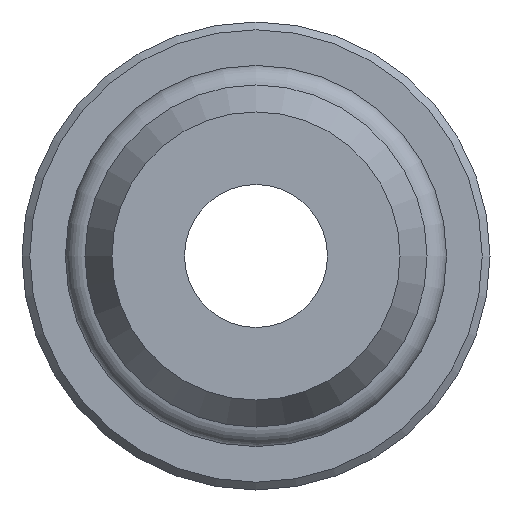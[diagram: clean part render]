
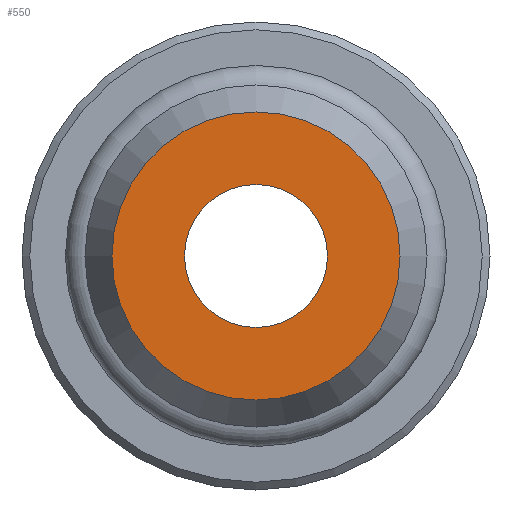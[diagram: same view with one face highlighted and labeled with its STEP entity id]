
A CAD part, left-side view. The second image highlights one B-rep face of the part: STEP entity #550.
In plain terms, the highlighted planar face has unit normal (-1, 0, 0).
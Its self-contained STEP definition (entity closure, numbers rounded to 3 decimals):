
#115=CIRCLE('',#919,5.539);
#116=CIRCLE('',#921,2.75);
#164=VERTEX_POINT('',#777);
#165=VERTEX_POINT('',#780);
#248=EDGE_CURVE('',#164,#164,#115,.F.);
#249=EDGE_CURVE('',#165,#165,#116,.T.);
#313=ORIENTED_EDGE('',*,*,#248,.F.);
#314=ORIENTED_EDGE('',*,*,#249,.T.);
#430=EDGE_LOOP('',(#313));
#431=EDGE_LOOP('',(#314));
#493=FACE_BOUND('',#430,.T.);
#494=FACE_BOUND('',#431,.T.);
#550=ADVANCED_FACE('',(#493,#494),#582,.F.);
#582=PLANE('',#920);
#619=DIRECTION('',(-1.,0.,0.));
#620=DIRECTION('',(0.,0.,-5.539));
#621=DIRECTION('',(1.,0.,0.));
#622=DIRECTION('',(1.,0.,0.));
#623=DIRECTION('',(0.,0.,-2.75));
#776=CARTESIAN_POINT('',(-8.,0.,0.));
#777=CARTESIAN_POINT('',(-8.,0.,-5.539));
#778=CARTESIAN_POINT('',(-8.,0.,0.));
#779=CARTESIAN_POINT('',(-8.,0.,0.));
#780=CARTESIAN_POINT('',(-8.,0.,-2.75));
#919=AXIS2_PLACEMENT_3D('',#776,#619,#620);
#920=AXIS2_PLACEMENT_3D('',#778,#621,$);
#921=AXIS2_PLACEMENT_3D('',#779,#622,#623);
